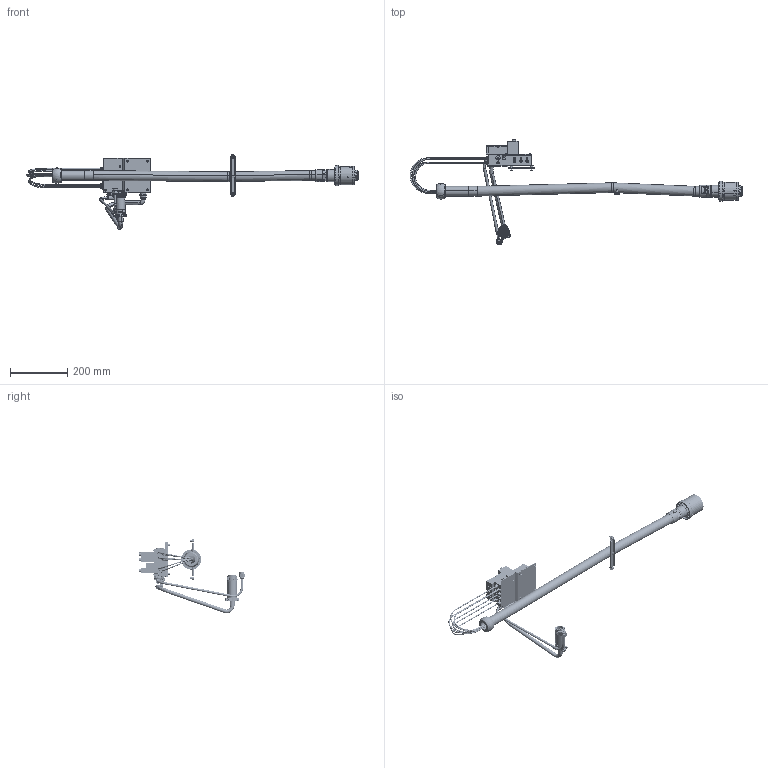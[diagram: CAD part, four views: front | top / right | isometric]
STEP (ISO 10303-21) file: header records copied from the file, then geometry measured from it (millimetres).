
FILE_DESCRIPTION (( 'STEP AP203' ), '1' );
FILE_NAME ('P2211.STEP', '2020-02-04T07:33:38', ( '' ), ( '' ), 'SwSTEP 2.0', 'SolidWorks 2017', '' );
FILE_SCHEMA (( 'CONFIG_CONTROL_DESIGN' ));
Length unit declared in the file: millimetre
Products named in the file (1): P2211
Bounding box: 1156.41 x 368.75 x 259.85 mm (x, y, z)
Volume: 1673166.2 mm3; surface area: 646002 mm2
Topology: 117 solids, 119 shells, 4635 faces, 11329 edges, 7215 vertices
Faces by surface type: plane 1923, cylinder 1319, bspline 534, cone 531, torus 302, sphere 26
Entity records: 167556 total; most frequent: CARTESIAN_POINT 61182, ORIENTED_EDGE 22486, DIRECTION 21109, EDGE_CURVE 11243, AXIS2_PLACEMENT_3D 7927, VERTEX_POINT 7195, LINE 5255, VECTOR 5255
